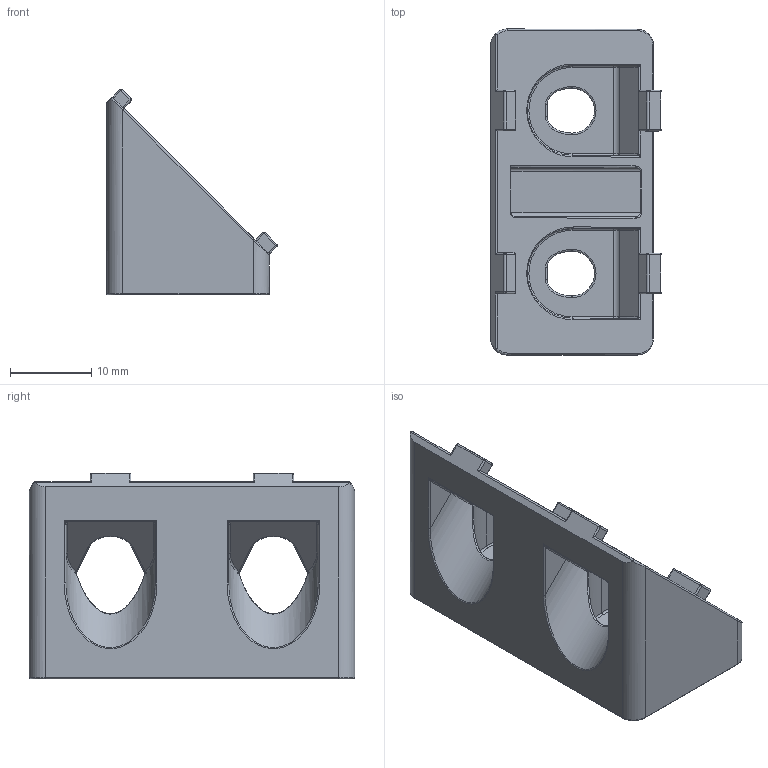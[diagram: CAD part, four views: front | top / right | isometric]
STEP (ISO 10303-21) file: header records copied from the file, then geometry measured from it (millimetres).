
FILE_DESCRIPTION(/* description */ (''),/* implementation_level */ '2;1');
FILE_NAME(/* name */ '304045.stp',/* time_stamp */ '2022-10-07T08:30:01+02:00',/* author */ ('aluteckkpl_am'),/* organization */ (''),/* preprocessor_version */ 'ST-DEVELOPER v18.1',/* originating_system */ 'Autodesk Inventor 2021',/* authorisation */ '');
FILE_SCHEMA (('CONFIG_CONTROL_DESIGN'));
Length unit declared in the file: millimetre
Products named in the file (1): -
Bounding box: 20.98 x 40 x 25.28 mm (x, y, z)
Volume: 7091.1 mm3; surface area: 4966.2 mm2
Topology: 1 solids, 1 shells, 320 faces, 741 edges, 415 vertices
Faces by surface type: cylinder 141, plane 68, bspline 67, sphere 24, torus 20
Entity records: 10766 total; most frequent: CARTESIAN_POINT 3581, DIRECTION 1567, ORIENTED_EDGE 1458, EDGE_CURVE 729, AXIS2_PLACEMENT_3D 629, VERTEX_POINT 415, EDGE_LOOP 332, FACE_OUTER_BOUND 320
